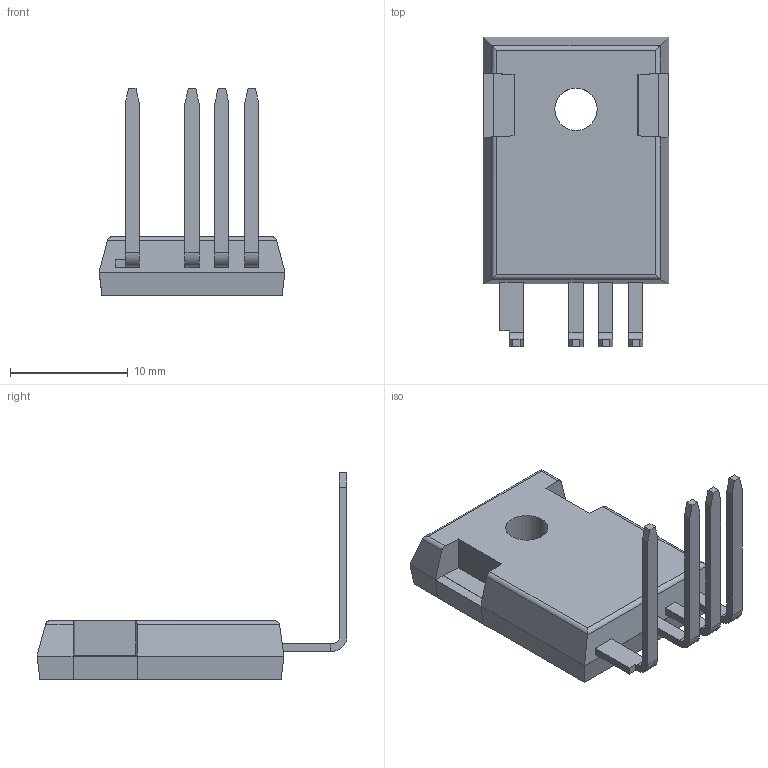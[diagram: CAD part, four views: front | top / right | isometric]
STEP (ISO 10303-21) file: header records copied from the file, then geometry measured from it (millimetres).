
FILE_DESCRIPTION (( 'STEP AP214' ), '1' );
FILE_NAME ('TO-247-4L.STEP', '2023-03-04T01:23:11', ( '' ), ( '' ), 'SwSTEP 2.0', 'SolidWorks 2019', '' );
FILE_SCHEMA (( 'AUTOMOTIVE_DESIGN' ));
Length unit declared in the file: inch
Products named in the file (1): TO-247-4L
Bounding box: 15.8 x 26.36 x 17.61 mm (x, y, z)
Volume: 1498.9 mm3; surface area: 1314.1 mm2
Topology: 1 solids, 1 shells, 112 faces, 293 edges, 189 vertices
Faces by surface type: plane 94, cylinder 18
Entity records: 3947 total; most frequent: CARTESIAN_POINT 628, ORIENTED_EDGE 586, DIRECTION 532, EDGE_CURVE 293, VECTOR 258, LINE 258, VERTEX_POINT 189, AXIS2_PLACEMENT_3D 137
